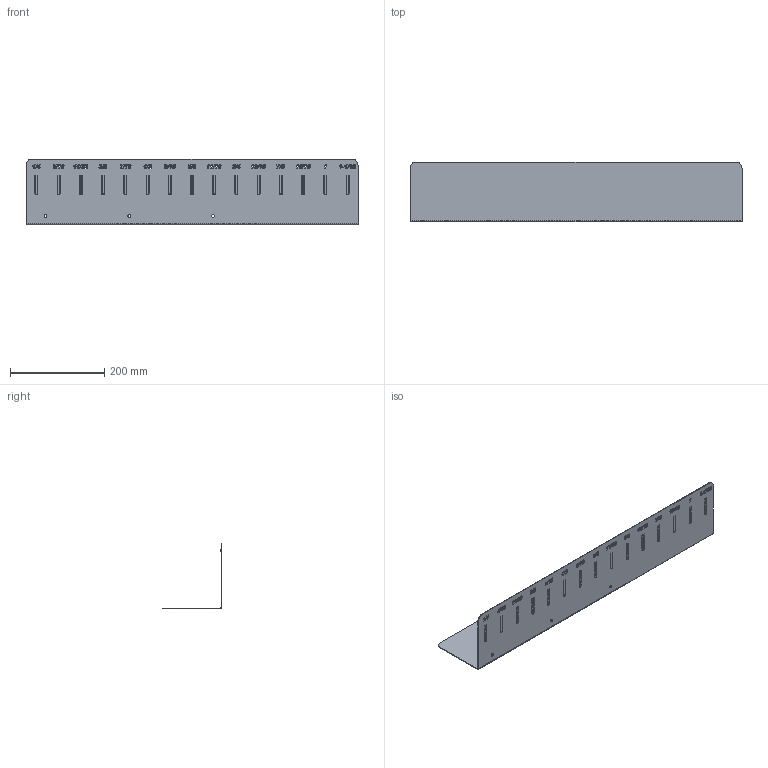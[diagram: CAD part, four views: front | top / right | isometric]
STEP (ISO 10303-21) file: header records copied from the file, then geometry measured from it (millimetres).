
FILE_DESCRIPTION(/* description */ (''),/* implementation_level */ '2;1');
FILE_NAME(/* name */ 'Small Wrenches.step',/* time_stamp */ '2024-09-16T12:55:09-04:00',/* author */ (''),/* organization */ (''),/* preprocessor_version */ 'ST-DEVELOPER v20',/* originating_system */ 'Autodesk Translation Framework v13.14.0.145',/* authorisation */ '');
FILE_SCHEMA (('AUTOMOTIVE_DESIGN { 1 0 10303 214 3 1 1 }'));
Length unit declared in the file: inch
Products named in the file (1): Small Wrenches
Bounding box: 704.85 x 127 x 139.7 mm (x, y, z)
Volume: 293078.1 mm3; surface area: 376725.2 mm2
Topology: 1 solids, 1 shells, 1117 faces, 3313 edges, 2182 vertices
Faces by surface type: bspline 643, plane 435, cylinder 39
Full cylindrical faces by diameter (mm): 6 x3
Entity records: 44572 total; most frequent: CARTESIAN_POINT 18966, ORIENTED_EDGE 6626, EDGE_CURVE 3313, DIRECTION 2943, VERTEX_POINT 2182, LINE 1837, VECTOR 1837, B_SPLINE_CURVE_WITH_KNOTS 1398
